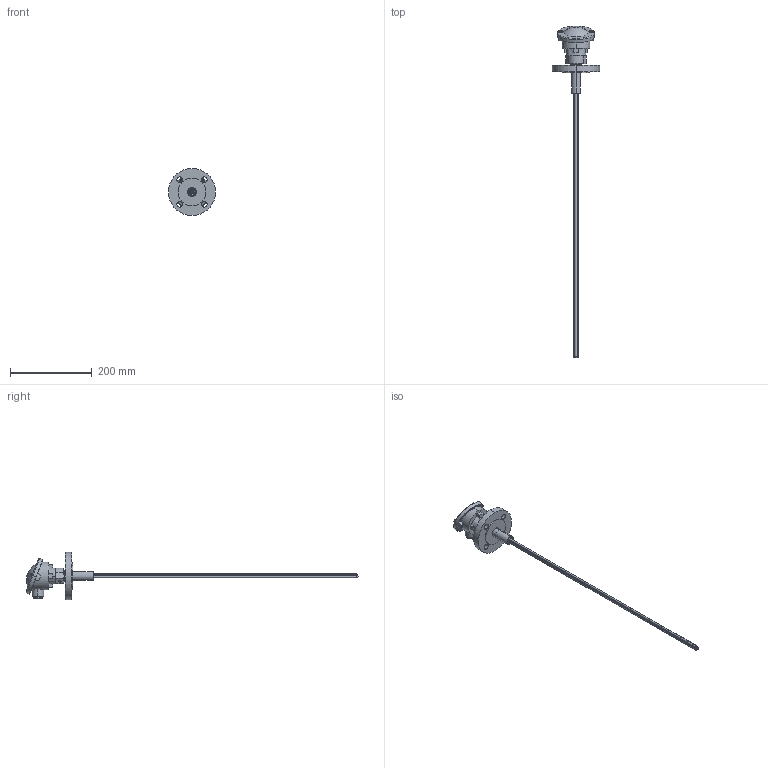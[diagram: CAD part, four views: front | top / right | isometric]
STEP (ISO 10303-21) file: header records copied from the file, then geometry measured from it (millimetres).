
FILE_DESCRIPTION (( 'STEP AP214' ), '1' );
FILE_NAME ('13-2003-FLDN25.STEP', '2023-10-19T20:12:20', ( '' ), ( '' ), 'SwSTEP 2.0', 'SolidWorks 2022', '' );
FILE_SCHEMA (( 'AUTOMOTIVE_DESIGN' ));
Length unit declared in the file: millimetre
Products named in the file (31): Schraube_M3-1-1; Kopfeinsatz_Dichtring_Deckel; Einschub-1-1; Luesterklemme_BG-2; Luesterklemme_BG-1; 23-0103-35_23-0103-35-0740; slotted pan head screw_din_DIN EN ISO 1580 - M4 x 8 - 8C; Kopfeinsatz_Deckel; 22-200301-1101-40_DN25; Kopfeinsatz_Mutter; Schraube_M5_Kopf; Kopfeinsatz_Quetschring; 22-0000-1018-01-1; DIN 84 M3 x 30 A4  3fach; 22-2003-1103-02; 13-2003-FLDN25; 22-2003-0102-01; Cover^Anschlusskopf_Form_A; Kabelverschaubung_M20x15_Gummi; 22-2003-1408-02; Scheibe_M5_Kopf; body^Anschlusskopf_Form_A; Anschlusskopf_Form_A_Kopf; socket set screw cone point_din_DIN 914 - M5 x 6-C; Anschlusskopf_Form_A; slotted pan head screw_din_DIN EN ISO 1580 - M4 x 16 - 16C; Montageplatte_3fach; Luesterklemme-1-1; 23-0102-35_23-0102-35-0738; 22-0503-1053-01; DIN 84 M3 x 30 A4
Assembly tree (50 placements, depth 4):
  13-2003-FLDN25
    Anschlusskopf_Form_A
      body^Anschlusskopf_Form_A
        Anschlusskopf_Form_A_Kopf
        Kabelverschaubung_M20x15_Gummi
        Kopfeinsatz_Mutter
        Kopfeinsatz_Quetschring
        socket set screw cone point_din_DIN 914 - M5 x 6-C  x2
      Cover^Anschlusskopf_Form_A
        Kopfeinsatz_Dichtring_Deckel
        Kopfeinsatz_Deckel
        Schraube_M5_Kopf  x2
        Scheibe_M5_Kopf  x2
    23-0103-35_23-0103-35-0740  x3
    22-0503-1053-01
    DIN 84 M3 x 30 A4
    DIN 84 M3 x 30 A4  3fach  x2
    22-2003-0102-01
    22-2003-1103-02
    Montageplatte_3fach
      Luesterklemme_BG-1
        Luesterklemme-1-1
        Einschub-1-1  x2
        Schraube_M3-1-1  x4
      Luesterklemme_BG-2
        Luesterklemme-1-1
        Einschub-1-1  x2
        Schraube_M3-1-1  x4
      22-0000-1018-01-1
      slotted pan head screw_din_DIN EN ISO 1580 - M4 x 16 - 16C  x2
      slotted pan head screw_din_DIN EN ISO 1580 - M4 x 8 - 8C  x2
    23-0102-35_23-0102-35-0738  x2
    22-200301-1101-40_DN25
    22-2003-1408-02
Bounding box: 115 x 811.03 x 115 mm (x, y, z)
Volume: 269038.6 mm3; surface area: 202997.2 mm2
Topology: 43 solids, 45 shells, 811 faces, 1952 edges, 1250 vertices
Faces by surface type: cylinder 365, plane 318, cone 76, torus 31, sphere 19, bspline 2
Entity records: 18830 total; most frequent: CARTESIAN_POINT 4408, DIRECTION 2874, ORIENTED_EDGE 2536, EDGE_CURVE 1269, AXIS2_PLACEMENT_3D 1160, VERTEX_POINT 819, EDGE_LOOP 677, CIRCLE 571
